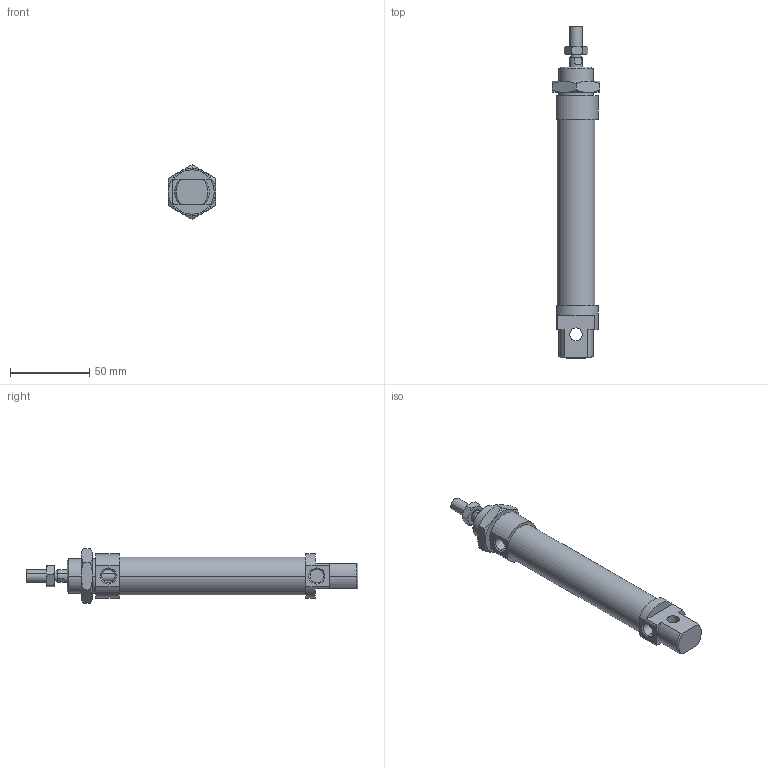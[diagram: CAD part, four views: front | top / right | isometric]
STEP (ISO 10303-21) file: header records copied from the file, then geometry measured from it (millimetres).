
FILE_DESCRIPTION((''),'2;1');
FILE_NAME('1260_20_0080.stp','2003-04-02T15:01:11',('maffial1'),(''),'Autodesk Inventor (R) 6.0','Autodesk Inventor (R) 6.0','');
FILE_SCHEMA(('AUTOMOTIVE_DESIGN { 1 0 10303 214 1 1 1 1 }'));
Length unit declared in the file: millimetre
Products named in the file (5): 1260_20_0080; S1260_20_80; 1200_20_05; 1200_20_06; C1260_20_80
Assembly tree (4 placements, depth 2):
  1260_20_0080
    S1260_20_80
    1200_20_05
    1200_20_06
    C1260_20_80
Bounding box: 30 x 210 x 34.64 mm (x, y, z)
Volume: 85078.8 mm3; surface area: 24933.9 mm2
Topology: 4 solids, 4 shells, 124 faces, 281 edges, 170 vertices
Faces by surface type: plane 41, cone 40, cylinder 22, bspline 21
Entity records: 3816 total; most frequent: CARTESIAN_POINT 1039, DIRECTION 573, ORIENTED_EDGE 562, EDGE_CURVE 281, AXIS2_PLACEMENT_3D 236, VERTEX_POINT 170, EDGE_LOOP 137, FACE_OUTER_BOUND 124
